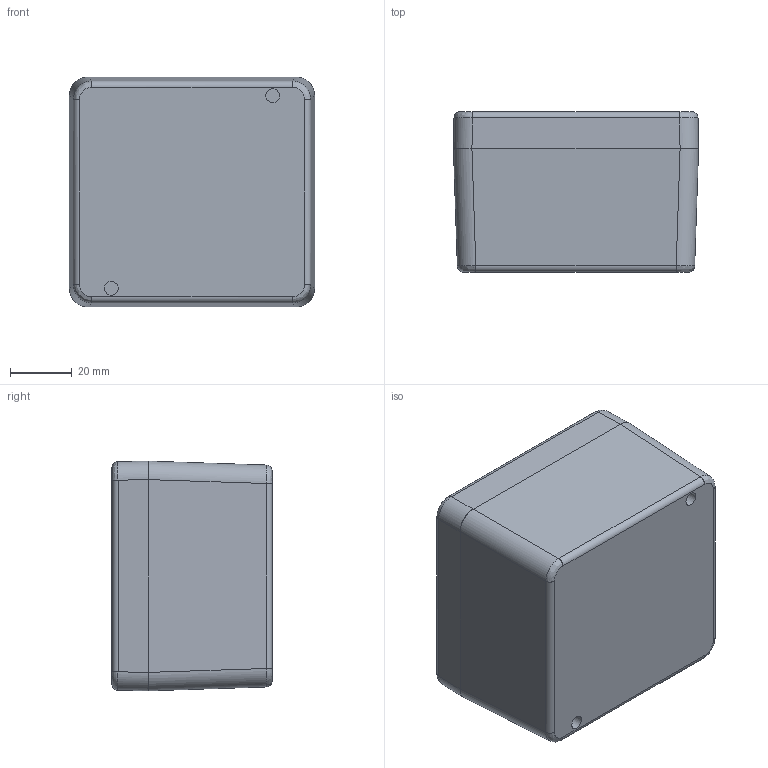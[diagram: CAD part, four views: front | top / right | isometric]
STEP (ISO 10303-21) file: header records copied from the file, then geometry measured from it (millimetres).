
FILE_DESCRIPTION (( 'STEP AP203' ), '1' );
FILE_NAME ('1590Z110BK.step', '2020-11-14T20:05:14', ( 'ADC123' ), ( 'Microsoft' ), 'SwSTEP 2.0', 'SolidWorks 2019', '' );
FILE_SCHEMA (( 'CONFIG_CONTROL_DESIGN' ));
Length unit declared in the file: inch
Products named in the file (1): 1590Z110BK
Bounding box: 79.6 x 52 x 74.6 mm (x, y, z)
Volume: 103092.9 mm3; surface area: 58778.5 mm2
Topology: 7 solids, 7 shells, 527 faces, 1308 edges, 826 vertices
Faces by surface type: plane 229, cylinder 120, bspline 88, cone 82, torus 8
Full cylindrical faces by diameter (mm): 3.242 x6, 3.43 x4, 3.5 x4, 3.88 x4, 4.4 x4, 4.5 x2, 4.7 x4, 5.5 x2, 5.971 x2, 7.6 x4
Entity records: 18147 total; most frequent: CARTESIAN_POINT 6656, ORIENTED_EDGE 2468, DIRECTION 2110, EDGE_CURVE 1234, VERTEX_POINT 808, AXIS2_PLACEMENT_3D 758, EDGE_LOOP 628, VECTOR 594
